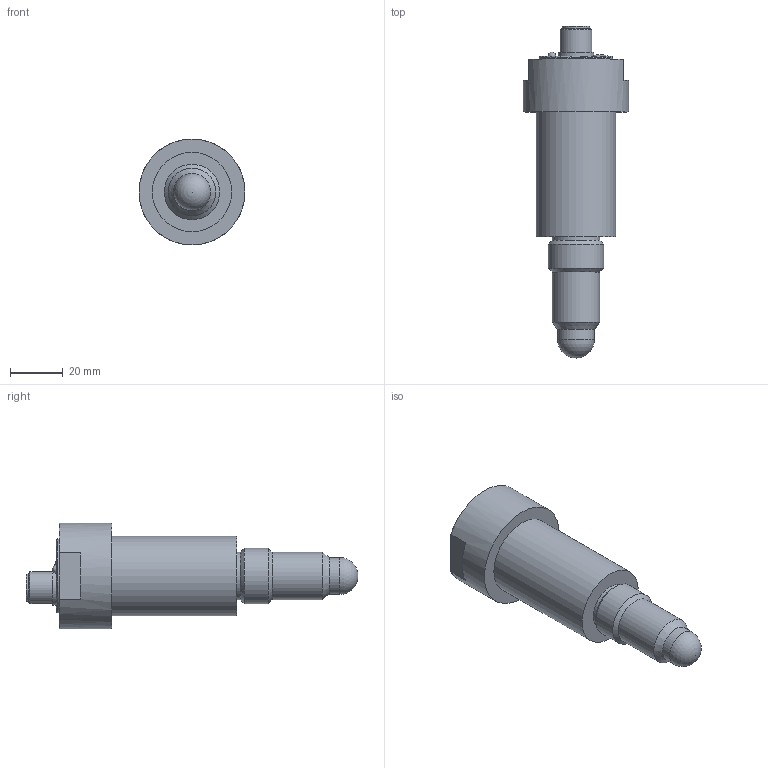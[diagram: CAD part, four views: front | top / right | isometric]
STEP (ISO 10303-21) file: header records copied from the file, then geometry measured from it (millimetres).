
FILE_DESCRIPTION(/* description */ (''),/* implementation_level */ '2;1');
FILE_NAME(/* name */ 'FK90E017.stp',/* time_stamp */ '2016-09-29T14:42:26+02:00',/* author */ ('mitarbeiter'),/* organization */ (''),/* preprocessor_version */ 'ST-DEVELOPER v15.2',/* originating_system */ 'Autodesk Inventor 2014',/* authorisation */ '');
FILE_SCHEMA (('AUTOMOTIVE_DESIGN { 1 0 10303 214 3 1 1 }'));
Length unit declared in the file: millimetre
Products named in the file (1): FK90E017
Bounding box: 40 x 125.5 x 40 mm (x, y, z)
Volume: 36260 mm3; surface area: 22244.7 mm2
Topology: 1 solids, 1 shells, 99 faces, 202 edges, 129 vertices
Faces by surface type: cylinder 41, plane 38, cone 9, sphere 7, torus 3, bspline 1
Full cylindrical faces by diameter (mm): 1 x8, 3 x2, 4 x1, 5 x2, 5.8 x1, 8 x1, 8.4 x1, 9.5 x2, 9.7 x1, 10.3 x1, 12 x3, 12.3 x1, 13.5 x1, 14 x2, 16 x1, 18 x2, 20.96 x1, 24.2 x1, 26 x2, 26.3 x2, 30 x1, 40 x1
Entity records: 2332 total; most frequent: DIRECTION 416, CARTESIAN_POINT 353, ORIENTED_EDGE 242, AXIS2_PLACEMENT_3D 196, EDGE_LOOP 181, EDGE_CURVE 121, VERTEX_POINT 106, STYLED_ITEM 100
